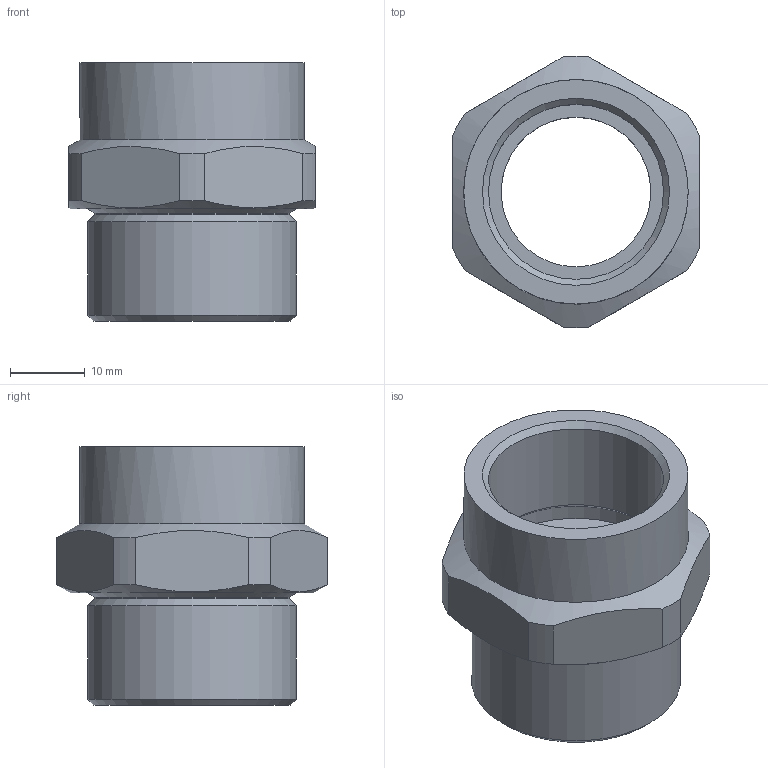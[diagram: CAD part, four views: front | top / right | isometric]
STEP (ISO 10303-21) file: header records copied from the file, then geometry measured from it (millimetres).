
FILE_DESCRIPTION (( 'STEP AP203' ), '1' );
FILE_NAME ('737DP5M3.STEP', '2017-07-11T08:42:19', ( '' ), ( '' ), 'SwSTEP 2.0', 'SolidWorks 2017', '' );
FILE_SCHEMA (( 'CONFIG_CONTROL_DESIGN' ));
Length unit declared in the file: millimetre
Products named in the file (1): 737DP5M3
Bounding box: 33 x 36.28 x 34.5 mm (x, y, z)
Volume: 11872.1 mm3; surface area: 6809.3 mm2
Topology: 1 solids, 1 shells, 31 faces, 71 edges, 45 vertices
Faces by surface type: cylinder 12, plane 11, cone 8
Full cylindrical faces by diameter (mm): 20 x1, 23.38 x1, 25 x1, 25.95 x1, 27.9 x1, 30 x1
Entity records: 963 total; most frequent: CARTESIAN_POINT 252, DIRECTION 136, ORIENTED_EDGE 108, AXIS2_PLACEMENT_3D 62, EDGE_CURVE 54, EDGE_LOOP 50, VERTEX_POINT 42, FACE_OUTER_BOUND 37
